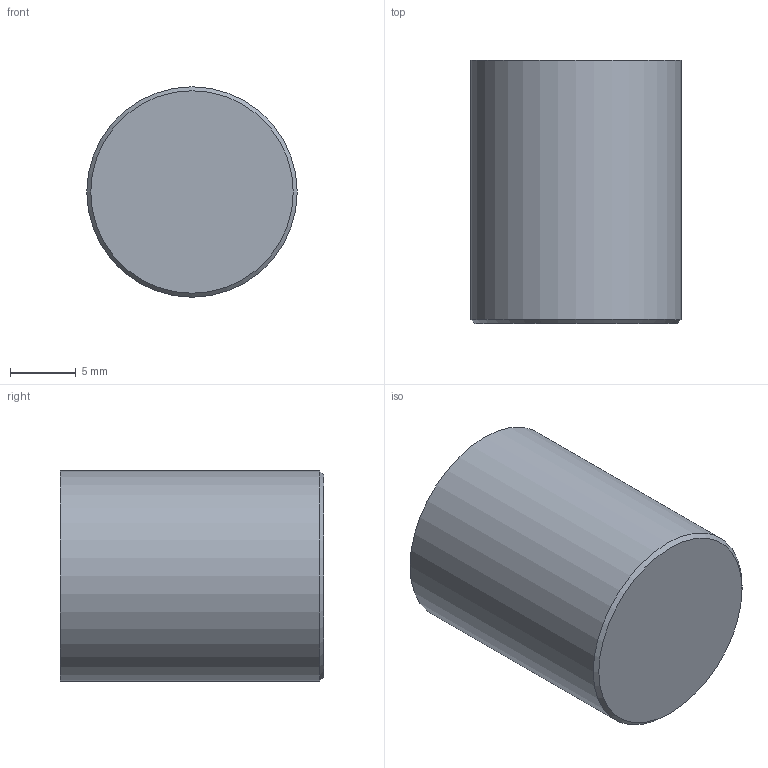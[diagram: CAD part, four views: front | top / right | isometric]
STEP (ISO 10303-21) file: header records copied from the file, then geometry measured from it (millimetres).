
FILE_DESCRIPTION(/* description */ (''),/* implementation_level */ '2;1');
FILE_NAME(/* name */ 'GM17005 -.stp',/* time_stamp */ '2019-09-27T10:49:56+02:00',/* author */ ('PV'),/* organization */ (''),/* preprocessor_version */ 'ST-DEVELOPER v17.2',/* originating_system */ 'Autodesk Inventor 2019',/* authorisation */ '');
FILE_SCHEMA (('AUTOMOTIVE_DESIGN { 1 0 10303 214 3 1 1 }'));
Length unit declared in the file: millimetre
Products named in the file (5): GM17005; E0122146; E0122145; E0122144; E0122147
Assembly tree (5 placements, depth 2):
  GM17005
    E0122146
    E0122145
    E0122144  x2
    E0122147
Bounding box: 16 x 20 x 16 mm (x, y, z)
Volume: 4016.6 mm3; surface area: 5631 mm2
Topology: 5 solids, 5 shells, 62 faces, 154 edges, 104 vertices
Faces by surface type: plane 38, bspline 16, cylinder 7, cone 1
Full cylindrical faces by diameter (mm): 14 x2, 16 x1
Entity records: 2127 total; most frequent: CARTESIAN_POINT 572, ORIENTED_EDGE 296, DIRECTION 238, EDGE_CURVE 148, VERTEX_POINT 100, LINE 98, VECTOR 98, AXIS2_PLACEMENT_3D 70
